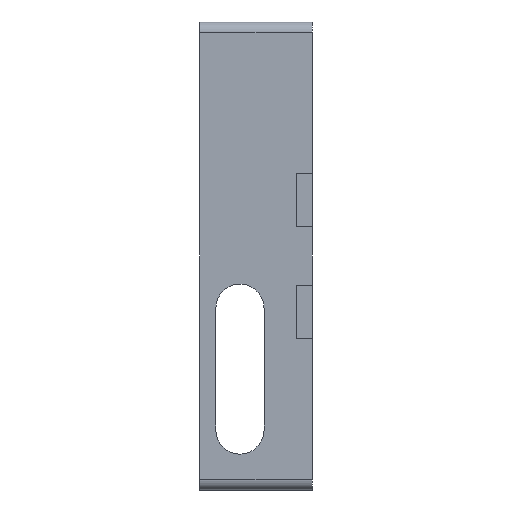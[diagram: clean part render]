
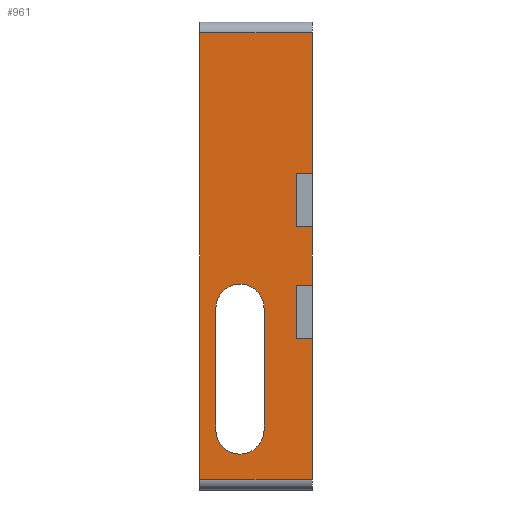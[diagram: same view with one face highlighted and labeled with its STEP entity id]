
A CAD part, left-side view. The second image highlights one B-rep face of the part: STEP entity #961.
In plain terms, the highlighted planar face has unit normal (-1, 0, 0).
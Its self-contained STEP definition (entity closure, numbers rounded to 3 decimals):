
#23=FACE_BOUND('',#114,.T.);
#35=CIRCLE('',#1035,4.5);
#36=CIRCLE('',#1036,4.5);
#67=FACE_OUTER_BOUND('',#113,.T.);
#113=EDGE_LOOP('',(#726,#727,#728,#729,#730,#731,#732,#733,#734,#735,#736,
#737));
#114=EDGE_LOOP('',(#738,#739,#740,#741));
#138=LINE('',#1307,#254);
#142=LINE('',#1315,#258);
#145=LINE('',#1321,#261);
#149=LINE('',#1330,#265);
#153=LINE('',#1338,#269);
#156=LINE('',#1344,#272);
#186=LINE('',#1408,#302);
#187=LINE('',#1409,#303);
#188=LINE('',#1411,#304);
#214=LINE('',#1473,#330);
#220=LINE('',#1486,#336);
#222=LINE('',#1489,#338);
#223=LINE('',#1494,#339);
#224=LINE('',#1497,#340);
#254=VECTOR('',#1067,10.);
#258=VECTOR('',#1073,10.);
#261=VECTOR('',#1078,10.);
#265=VECTOR('',#1086,10.);
#269=VECTOR('',#1092,10.);
#272=VECTOR('',#1097,10.);
#302=VECTOR('',#1151,10.);
#303=VECTOR('',#1152,10.);
#304=VECTOR('',#1153,10.);
#330=VECTOR('',#1201,10.);
#336=VECTOR('',#1211,10.);
#338=VECTOR('',#1215,10.);
#339=VECTOR('',#1218,10.);
#340=VECTOR('',#1221,10.);
#370=VERTEX_POINT('',#1305);
#371=VERTEX_POINT('',#1306);
#374=VERTEX_POINT('',#1314);
#376=VERTEX_POINT('',#1320);
#378=VERTEX_POINT('',#1328);
#379=VERTEX_POINT('',#1329);
#382=VERTEX_POINT('',#1337);
#384=VERTEX_POINT('',#1343);
#406=VERTEX_POINT('',#1406);
#407=VERTEX_POINT('',#1410);
#431=VERTEX_POINT('',#1470);
#432=VERTEX_POINT('',#1472);
#438=VERTEX_POINT('',#1490);
#439=VERTEX_POINT('',#1491);
#440=VERTEX_POINT('',#1493);
#441=VERTEX_POINT('',#1495);
#458=EDGE_CURVE('',#370,#371,#138,.T.);
#462=EDGE_CURVE('',#371,#374,#142,.T.);
#465=EDGE_CURVE('',#376,#370,#145,.T.);
#469=EDGE_CURVE('',#378,#379,#149,.T.);
#473=EDGE_CURVE('',#379,#382,#153,.T.);
#476=EDGE_CURVE('',#384,#378,#156,.T.);
#508=EDGE_CURVE('',#406,#374,#186,.T.);
#509=EDGE_CURVE('',#376,#382,#187,.T.);
#510=EDGE_CURVE('',#384,#407,#188,.T.);
#541=EDGE_CURVE('',#431,#432,#214,.T.);
#548=EDGE_CURVE('',#432,#406,#220,.T.);
#550=EDGE_CURVE('',#431,#407,#222,.T.);
#551=EDGE_CURVE('',#438,#439,#35,.T.);
#552=EDGE_CURVE('',#440,#438,#223,.T.);
#553=EDGE_CURVE('',#441,#440,#36,.T.);
#554=EDGE_CURVE('',#439,#441,#224,.T.);
#726=ORIENTED_EDGE('',*,*,#462,.T.);
#727=ORIENTED_EDGE('',*,*,#508,.F.);
#728=ORIENTED_EDGE('',*,*,#548,.F.);
#729=ORIENTED_EDGE('',*,*,#541,.F.);
#730=ORIENTED_EDGE('',*,*,#550,.T.);
#731=ORIENTED_EDGE('',*,*,#510,.F.);
#732=ORIENTED_EDGE('',*,*,#476,.T.);
#733=ORIENTED_EDGE('',*,*,#469,.T.);
#734=ORIENTED_EDGE('',*,*,#473,.T.);
#735=ORIENTED_EDGE('',*,*,#509,.F.);
#736=ORIENTED_EDGE('',*,*,#465,.T.);
#737=ORIENTED_EDGE('',*,*,#458,.T.);
#738=ORIENTED_EDGE('',*,*,#551,.F.);
#739=ORIENTED_EDGE('',*,*,#552,.F.);
#740=ORIENTED_EDGE('',*,*,#553,.F.);
#741=ORIENTED_EDGE('',*,*,#554,.F.);
#877=PLANE('',#1034);
#961=ADVANCED_FACE('',(#67,#23),#877,.F.);
#1034=AXIS2_PLACEMENT_3D('',#1488,#1213,#1214);
#1035=AXIS2_PLACEMENT_3D('',#1492,#1216,#1217);
#1036=AXIS2_PLACEMENT_3D('',#1496,#1219,#1220);
#1067=DIRECTION('',(0.,0.,1.));
#1073=DIRECTION('',(0.,-1.,0.));
#1078=DIRECTION('',(0.,1.,0.));
#1086=DIRECTION('',(0.,0.,1.));
#1092=DIRECTION('',(0.,-1.,0.));
#1097=DIRECTION('',(0.,1.,0.));
#1151=DIRECTION('',(0.,0.,-1.));
#1152=DIRECTION('',(0.,0.,-1.));
#1153=DIRECTION('',(0.,0.,-1.));
#1201=DIRECTION('',(0.,0.,1.));
#1211=DIRECTION('',(0.,-1.,0.));
#1213=DIRECTION('center_axis',(1.,0.,0.));
#1214=DIRECTION('ref_axis',(0.,0.,1.));
#1215=DIRECTION('',(0.,-1.,0.));
#1216=DIRECTION('center_axis',(-1.,0.,0.));
#1217=DIRECTION('ref_axis',(0.,-1.,0.));
#1218=DIRECTION('',(0.,0.,-1.));
#1219=DIRECTION('center_axis',(-1.,0.,0.));
#1220=DIRECTION('ref_axis',(0.,1.,0.));
#1221=DIRECTION('',(0.,0.,1.));
#1305=CARTESIAN_POINT('',(-20.5,-7.5,5.5));
#1306=CARTESIAN_POINT('',(-20.5,-7.5,15.5));
#1307=CARTESIAN_POINT('',(-20.5,-7.5,-14.125));
#1314=CARTESIAN_POINT('',(-20.5,-10.5,15.5));
#1315=CARTESIAN_POINT('',(-20.5,0.,15.5));
#1320=CARTESIAN_POINT('',(-20.5,-10.5,5.5));
#1321=CARTESIAN_POINT('',(-20.5,1.5,5.5));
#1328=CARTESIAN_POINT('',(-20.5,-7.5,-15.5));
#1329=CARTESIAN_POINT('',(-20.5,-7.5,-5.5));
#1330=CARTESIAN_POINT('',(-20.5,-7.5,-24.625));
#1337=CARTESIAN_POINT('',(-20.5,-10.5,-5.5));
#1338=CARTESIAN_POINT('',(-20.5,0.,-5.5));
#1343=CARTESIAN_POINT('',(-20.5,-10.5,-15.5));
#1344=CARTESIAN_POINT('',(-20.5,1.5,-15.5));
#1406=CARTESIAN_POINT('',(-20.5,-10.5,41.75));
#1408=CARTESIAN_POINT('',(-20.5,-10.5,34.));
#1409=CARTESIAN_POINT('',(-20.5,-10.5,34.));
#1410=CARTESIAN_POINT('',(-20.5,-10.5,-41.75));
#1411=CARTESIAN_POINT('',(-20.5,-10.5,34.));
#1470=CARTESIAN_POINT('',(-20.5,10.5,-41.75));
#1472=CARTESIAN_POINT('',(-20.5,10.5,41.75));
#1473=CARTESIAN_POINT('',(-20.5,10.5,-42.75));
#1486=CARTESIAN_POINT('',(-20.5,-8.5,41.75));
#1488=CARTESIAN_POINT('Origin',(-20.5,10.5,-43.75));
#1489=CARTESIAN_POINT('',(-20.5,-7.5,-41.75));
#1490=CARTESIAN_POINT('',(-20.5,7.5,-32.538));
#1491=CARTESIAN_POINT('',(-20.5,-1.5,-32.538));
#1492=CARTESIAN_POINT('Origin',(-20.5,3.,-32.538));
#1493=CARTESIAN_POINT('',(-20.5,7.5,-9.75));
#1494=CARTESIAN_POINT('',(-20.5,7.5,-26.75));
#1495=CARTESIAN_POINT('',(-20.5,-1.5,-9.75));
#1496=CARTESIAN_POINT('Origin',(-20.5,3.,-9.75));
#1497=CARTESIAN_POINT('',(-20.5,-1.5,-38.144));
